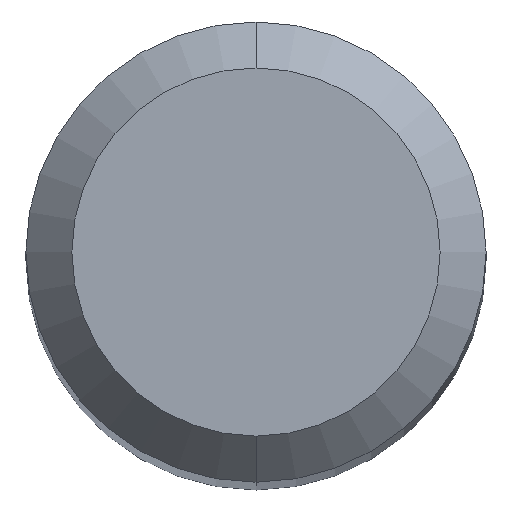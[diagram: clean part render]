
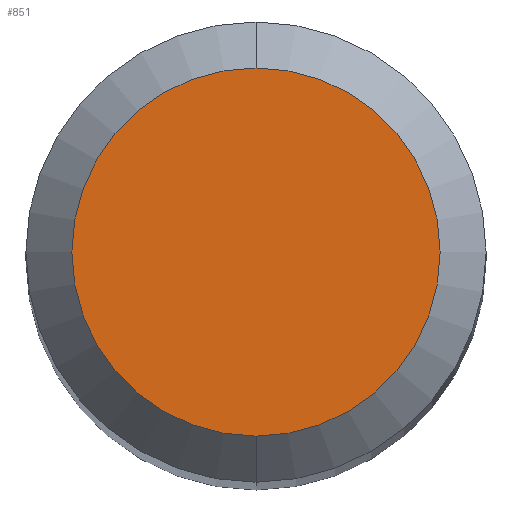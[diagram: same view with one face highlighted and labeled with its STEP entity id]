
A CAD part, top view. The second image highlights one B-rep face of the part: STEP entity #851.
In plain terms, the highlighted planar face has unit normal (0, 0, 1).
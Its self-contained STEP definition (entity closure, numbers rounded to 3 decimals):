
#341=EDGE_CURVE('',#351,#609,#915,.T.);
#351=VERTEX_POINT('',#925);
#609=VERTEX_POINT('',#1210);
#769=EDGE_CURVE('',#609,#351,#1383,.T.);
#851=ADVANCED_FACE('',(#1472),#1473,.T.);
#915=CIRCLE('',#1548,1.2);
#925=CARTESIAN_POINT('',(0.0,1.2,0.0));
#1210=CARTESIAN_POINT('',(0.,-1.2,0.0));
#1383=CIRCLE('',#3656,1.2);
#1472=FACE_OUTER_BOUND('',#4353,.T.);
#1473=PLANE('',#4354);
#1548=AXIS2_PLACEMENT_3D('',#4761,#4762,#4763);
#3656=AXIS2_PLACEMENT_3D('',#5238,#5239,#5240);
#4353=EDGE_LOOP('',(#5330,#5331));
#4354=AXIS2_PLACEMENT_3D('',#5332,#5333,#5334);
#4761=CARTESIAN_POINT('',(0.0,0.0,0.0));
#4762=DIRECTION('',(0.0,0.0,-1.0));
#4763=DIRECTION('',(0.0,1.0,0.0));
#5238=CARTESIAN_POINT('',(0.0,0.0,0.0));
#5239=DIRECTION('',(0.0,0.0,-1.0));
#5240=DIRECTION('',(0.0,1.0,0.0));
#5330=ORIENTED_EDGE('',*,*,#341,.F.);
#5331=ORIENTED_EDGE('',*,*,#769,.F.);
#5332=CARTESIAN_POINT('',(0.0,0.6,0.0));
#5333=DIRECTION('',(-0.0,0.0,1.0));
#5334=DIRECTION('',(0.0,-1.0,0.0));
